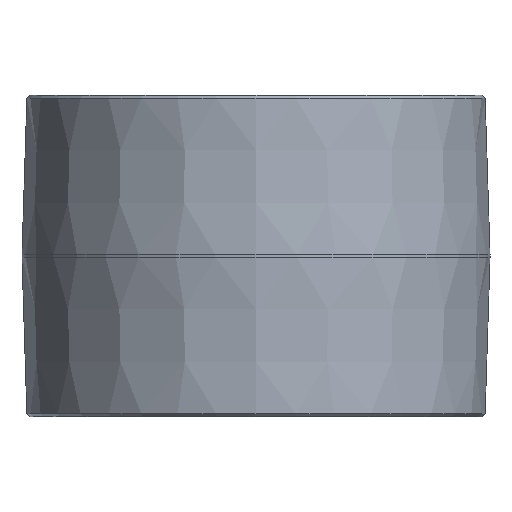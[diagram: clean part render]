
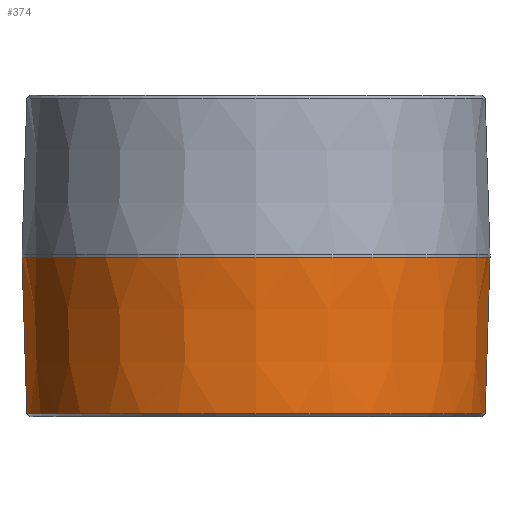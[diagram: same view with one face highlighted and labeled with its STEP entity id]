
A CAD part, front view. The second image highlights one B-rep face of the part: STEP entity #374.
In plain terms, the highlighted conical face has half-angle 1.78 degrees and reference radius 50.8 mm.
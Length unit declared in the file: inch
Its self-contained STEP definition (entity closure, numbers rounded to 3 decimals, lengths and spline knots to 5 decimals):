
#2 = DIRECTION ( 'NONE',  ( 0., 0., 1. ) ) ;
#9 = CARTESIAN_POINT ( 'NONE',  ( 2., 0., 1.365 ) ) ;
#20 = ORIENTED_EDGE ( 'NONE', *, *, #186, .T. ) ;
#31 = DIRECTION ( 'NONE',  ( -0.031, 0., 1. ) ) ;
#32 = AXIS2_PLACEMENT_3D ( 'NONE', #552, #44, #348 ) ;
#44 = DIRECTION ( 'NONE',  ( 0., 0., -1. ) ) ;
#54 = AXIS2_PLACEMENT_3D ( 'NONE', #259, #545, #72 ) ;
#72 = DIRECTION ( 'NONE',  ( -1., 0., 0. ) ) ;
#80 = ORIENTED_EDGE ( 'NONE', *, *, #356, .T. ) ;
#87 = CARTESIAN_POINT ( 'NONE',  ( 0., 0., 1.365 ) ) ;
#110 = LINE ( 'NONE', #9, #223 ) ;
#125 = ORIENTED_EDGE ( 'NONE', *, *, #144, .T. ) ;
#127 = CONICAL_SURFACE ( 'NONE', #416, 2., 0.031 ) ;
#144 = EDGE_CURVE ( 'NONE', #481, #500, #110, .T. ) ;
#167 = CARTESIAN_POINT ( 'NONE',  ( -2., 0., 1.365 ) ) ;
#186 = EDGE_CURVE ( 'NONE', #239, #481, #496, .T. ) ;
#197 = DIRECTION ( 'NONE',  ( 0.031, 0., 1. ) ) ;
#218 = EDGE_CURVE ( 'NONE', #239, #414, #448, .T. ) ;
#223 = VECTOR ( 'NONE', #197, 39.37008 ) ;
#236 = VECTOR ( 'NONE', #31, 39.37008 ) ;
#239 = VERTEX_POINT ( 'NONE', #246 ) ;
#246 = CARTESIAN_POINT ( 'NONE',  ( -1.95836, 0., 0.02499 ) ) ;
#259 = CARTESIAN_POINT ( 'NONE',  ( 0., 0., 0.02499 ) ) ;
#278 = CIRCLE ( 'NONE', #32, 2. ) ;
#302 = FACE_OUTER_BOUND ( 'NONE', #341, .T. ) ;
#304 = CARTESIAN_POINT ( 'NONE',  ( -2., 0., 1.365 ) ) ;
#309 = CARTESIAN_POINT ( 'NONE',  ( 1.95836, 0., 0.02499 ) ) ;
#341 = EDGE_LOOP ( 'NONE', ( #512, #20, #125, #80 ) ) ;
#348 = DIRECTION ( 'NONE',  ( -1., 0., 0. ) ) ;
#356 = EDGE_CURVE ( 'NONE', #500, #414, #278, .T. ) ;
#374 = ADVANCED_FACE ( 'NONE', ( #302 ), #127, .T. ) ;
#386 = CARTESIAN_POINT ( 'NONE',  ( 2., 0., 1.365 ) ) ;
#414 = VERTEX_POINT ( 'NONE', #304 ) ;
#416 = AXIS2_PLACEMENT_3D ( 'NONE', #87, #2, #466 ) ;
#448 = LINE ( 'NONE', #167, #236 ) ;
#466 = DIRECTION ( 'NONE',  ( 1., 0., 0. ) ) ;
#481 = VERTEX_POINT ( 'NONE', #309 ) ;
#496 = CIRCLE ( 'NONE', #54, 1.95836 ) ;
#500 = VERTEX_POINT ( 'NONE', #386 ) ;
#512 = ORIENTED_EDGE ( 'NONE', *, *, #218, .F. ) ;
#545 = DIRECTION ( 'NONE',  ( 0., 0., 1. ) ) ;
#552 = CARTESIAN_POINT ( 'NONE',  ( 0., 0., 1.365 ) ) ;
